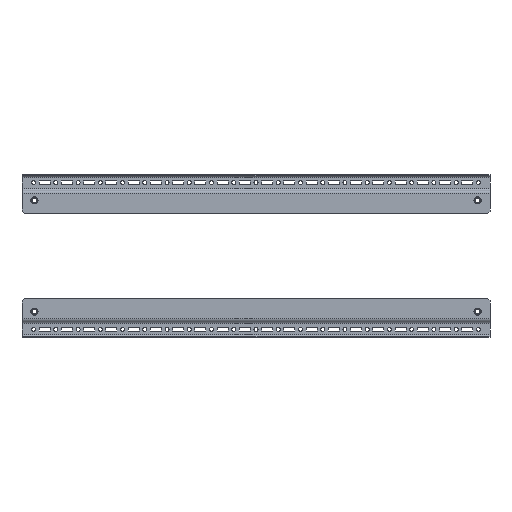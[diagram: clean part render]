
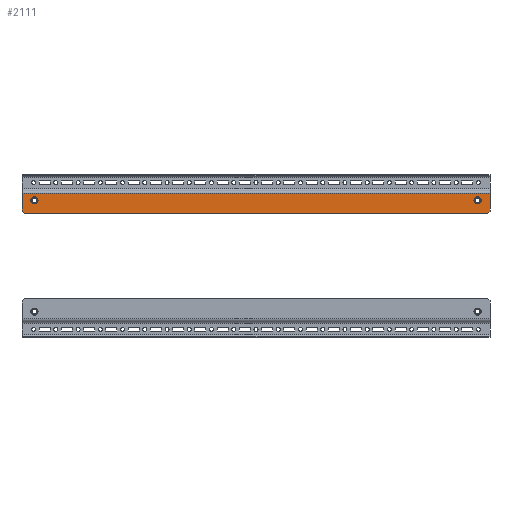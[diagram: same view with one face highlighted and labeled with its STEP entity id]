
A CAD part, left-side view. The second image highlights one B-rep face of the part: STEP entity #2111.
In plain terms, the highlighted face is planar.
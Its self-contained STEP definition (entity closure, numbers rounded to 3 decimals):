
#45 = AXIS2_PLACEMENT_3D ( 'NONE', #5356, #3731, #4425 ) ;
#149 = VECTOR ( 'NONE', #4247, 1000. ) ;
#257 = CARTESIAN_POINT ( 'NONE',  ( 34.5, -260., -23.6 ) ) ;
#422 = VERTEX_POINT ( 'NONE', #5418 ) ;
#545 = VERTEX_POINT ( 'NONE', #6132 ) ;
#575 = EDGE_CURVE ( 'NONE', #970, #10748, #7495, .T. ) ;
#610 = VERTEX_POINT ( 'NONE', #6873 ) ;
#761 = DIRECTION ( 'NONE',  ( -0.707, -0.707, 0. ) ) ;
#799 = ORIENTED_EDGE ( 'NONE', *, *, #10315, .F. ) ;
#862 = EDGE_CURVE ( 'NONE', #11030, #6159, #1916, .T. ) ;
#970 = VERTEX_POINT ( 'NONE', #4748 ) ;
#1168 = EDGE_CURVE ( 'NONE', #9180, #610, #1490, .T. ) ;
#1471 = DIRECTION ( 'NONE',  ( 0., 0., 1. ) ) ;
#1490 = LINE ( 'NONE', #5326, #5003 ) ;
#1916 = CIRCLE ( 'NONE', #45, 4. ) ;
#1922 = VECTOR ( 'NONE', #9687, 1000. ) ;
#2111 = ADVANCED_FACE ( 'NONE', ( #4424, #9481, #6647 ), #9442, .F. ) ;
#2151 = AXIS2_PLACEMENT_3D ( 'NONE', #7705, #1471, #4946 ) ;
#2548 = CARTESIAN_POINT ( 'NONE',  ( 31.5, -263., -23.6 ) ) ;
#2637 = EDGE_LOOP ( 'NONE', ( #3364, #799 ) ) ;
#2729 = LINE ( 'NONE', #8890, #1922 ) ;
#2932 = AXIS2_PLACEMENT_3D ( 'NONE', #3750, #6186, #7066 ) ;
#3364 = ORIENTED_EDGE ( 'NONE', *, *, #9321, .F. ) ;
#3678 = ORIENTED_EDGE ( 'NONE', *, *, #9837, .T. ) ;
#3731 = DIRECTION ( 'NONE',  ( 0., 0., 1. ) ) ;
#3750 = CARTESIAN_POINT ( 'NONE',  ( 19.5, 249., -23.6 ) ) ;
#3839 = VERTEX_POINT ( 'NONE', #8206 ) ;
#4053 = ORIENTED_EDGE ( 'NONE', *, *, #1168, .T. ) ;
#4183 = CARTESIAN_POINT ( 'NONE',  ( 31.5, -263., -23.6 ) ) ;
#4220 = VECTOR ( 'NONE', #10428, 1000. ) ;
#4247 = DIRECTION ( 'NONE',  ( 1., 0., 0. ) ) ;
#4265 = AXIS2_PLACEMENT_3D ( 'NONE', #5408, #7930, #9677 ) ;
#4345 = VERTEX_POINT ( 'NONE', #257 ) ;
#4424 = FACE_BOUND ( 'NONE', #4906, .T. ) ;
#4425 = DIRECTION ( 'NONE',  ( 1., 0., 0. ) ) ;
#4645 = EDGE_CURVE ( 'NONE', #4345, #9180, #6045, .T. ) ;
#4748 = CARTESIAN_POINT ( 'NONE',  ( 11.375, 263., -23.6 ) ) ;
#4906 = EDGE_LOOP ( 'NONE', ( #5155, #3678 ) ) ;
#4946 = DIRECTION ( 'NONE',  ( 1., 0., 0. ) ) ;
#5003 = VECTOR ( 'NONE', #7105, 1000. ) ;
#5155 = ORIENTED_EDGE ( 'NONE', *, *, #862, .T. ) ;
#5278 = CARTESIAN_POINT ( 'NONE',  ( 34.5, 260., -23.6 ) ) ;
#5326 = CARTESIAN_POINT ( 'NONE',  ( 9.5, -263., -23.6 ) ) ;
#5356 = CARTESIAN_POINT ( 'NONE',  ( 19.5, -249., -23.6 ) ) ;
#5408 = CARTESIAN_POINT ( 'NONE',  ( 19.5, -249., -23.6 ) ) ;
#5418 = CARTESIAN_POINT ( 'NONE',  ( 15.5, 249., -23.6 ) ) ;
#5736 = EDGE_CURVE ( 'NONE', #545, #4345, #9165, .T. ) ;
#5815 = CARTESIAN_POINT ( 'NONE',  ( 31.5, 263., -23.6 ) ) ;
#6045 = LINE ( 'NONE', #4183, #10272 ) ;
#6091 = CIRCLE ( 'NONE', #2932, 4. ) ;
#6132 = CARTESIAN_POINT ( 'NONE',  ( 34.5, 260., -23.6 ) ) ;
#6159 = VERTEX_POINT ( 'NONE', #8488 ) ;
#6186 = DIRECTION ( 'NONE',  ( 0., 0., -1. ) ) ;
#6406 = CARTESIAN_POINT ( 'NONE',  ( 23.5, -249., -23.6 ) ) ;
#6647 = FACE_OUTER_BOUND ( 'NONE', #8489, .T. ) ;
#6786 = AXIS2_PLACEMENT_3D ( 'NONE', #8645, #7766, #11219 ) ;
#6837 = ORIENTED_EDGE ( 'NONE', *, *, #575, .T. ) ;
#6873 = CARTESIAN_POINT ( 'NONE',  ( 11.375, -263., -23.6 ) ) ;
#7066 = DIRECTION ( 'NONE',  ( 1., 0., 0. ) ) ;
#7105 = DIRECTION ( 'NONE',  ( -1., 0., 0. ) ) ;
#7495 = LINE ( 'NONE', #8768, #149 ) ;
#7605 = EDGE_CURVE ( 'NONE', #970, #610, #2729, .T. ) ;
#7705 = CARTESIAN_POINT ( 'NONE',  ( 9.5, -263., -23.6 ) ) ;
#7766 = DIRECTION ( 'NONE',  ( 0., 0., -1. ) ) ;
#7811 = ORIENTED_EDGE ( 'NONE', *, *, #8231, .T. ) ;
#7930 = DIRECTION ( 'NONE',  ( 0., 0., 1. ) ) ;
#7969 = DIRECTION ( 'NONE',  ( 0.707, -0.707, 0. ) ) ;
#8206 = CARTESIAN_POINT ( 'NONE',  ( 23.5, 249., -23.6 ) ) ;
#8231 = EDGE_CURVE ( 'NONE', #10748, #545, #9811, .T. ) ;
#8267 = CIRCLE ( 'NONE', #6786, 4. ) ;
#8488 = CARTESIAN_POINT ( 'NONE',  ( 15.5, -249., -23.6 ) ) ;
#8489 = EDGE_LOOP ( 'NONE', ( #9184, #11148, #4053, #9175, #6837, #7811 ) ) ;
#8645 = CARTESIAN_POINT ( 'NONE',  ( 19.5, 249., -23.6 ) ) ;
#8768 = CARTESIAN_POINT ( 'NONE',  ( 9.5, 263., -23.6 ) ) ;
#8890 = CARTESIAN_POINT ( 'NONE',  ( 11.375, -263., -23.6 ) ) ;
#9165 = LINE ( 'NONE', #11221, #4220 ) ;
#9175 = ORIENTED_EDGE ( 'NONE', *, *, #7605, .F. ) ;
#9180 = VERTEX_POINT ( 'NONE', #2548 ) ;
#9184 = ORIENTED_EDGE ( 'NONE', *, *, #5736, .T. ) ;
#9254 = VECTOR ( 'NONE', #7969, 1000. ) ;
#9321 = EDGE_CURVE ( 'NONE', #3839, #422, #6091, .T. ) ;
#9442 = PLANE ( 'NONE',  #2151 ) ;
#9481 = FACE_BOUND ( 'NONE', #2637, .T. ) ;
#9677 = DIRECTION ( 'NONE',  ( 1., 0., 0. ) ) ;
#9687 = DIRECTION ( 'NONE',  ( 0., -1., 0. ) ) ;
#9811 = LINE ( 'NONE', #5278, #9254 ) ;
#9837 = EDGE_CURVE ( 'NONE', #6159, #11030, #10580, .T. ) ;
#10272 = VECTOR ( 'NONE', #761, 1000. ) ;
#10315 = EDGE_CURVE ( 'NONE', #422, #3839, #8267, .T. ) ;
#10428 = DIRECTION ( 'NONE',  ( 0., -1., 0. ) ) ;
#10580 = CIRCLE ( 'NONE', #4265, 4. ) ;
#10748 = VERTEX_POINT ( 'NONE', #5815 ) ;
#11030 = VERTEX_POINT ( 'NONE', #6406 ) ;
#11148 = ORIENTED_EDGE ( 'NONE', *, *, #4645, .T. ) ;
#11219 = DIRECTION ( 'NONE',  ( 1., 0., 0. ) ) ;
#11221 = CARTESIAN_POINT ( 'NONE',  ( 34.5, -263., -23.6 ) ) ;
